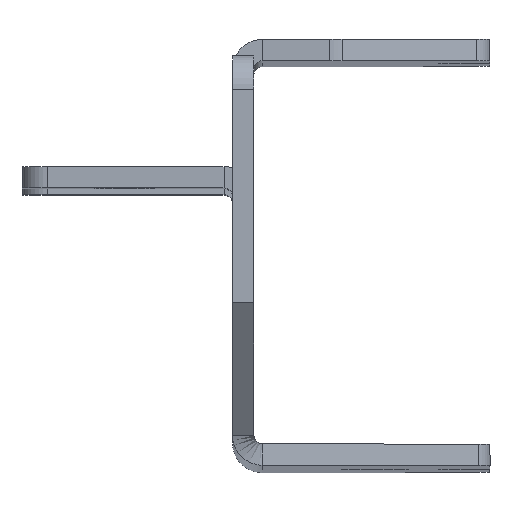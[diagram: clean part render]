
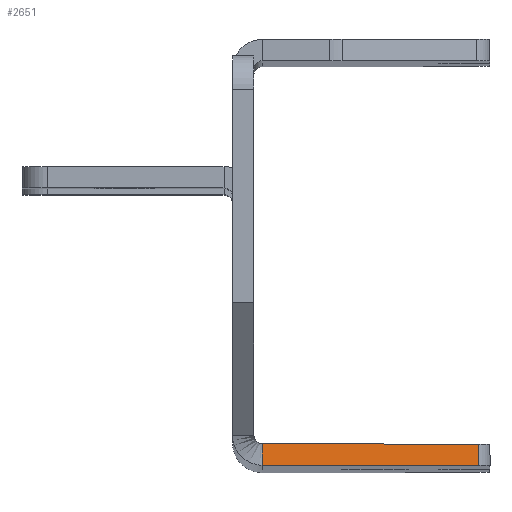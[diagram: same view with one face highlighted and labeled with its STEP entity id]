
A CAD part, top view. The second image highlights one B-rep face of the part: STEP entity #2651.
In plain terms, the highlighted planar face has unit normal (0.567, 0, 0.824).
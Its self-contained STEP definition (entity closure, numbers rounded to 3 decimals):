
#115 = LINE ( 'NONE', #1764, #3366 ) ;
#146 = DIRECTION ( 'NONE',  ( 0., -1., 0. ) ) ;
#362 = B_SPLINE_CURVE_WITH_KNOTS ( 'NONE', 1,
 ( #2080, #2353 ),
 .UNSPECIFIED., .F., .F.,
 ( 2, 2 ),
 ( 0., 1. ),
 .UNSPECIFIED. ) ;
#368 = CARTESIAN_POINT ( 'NONE',  ( 3.5, -25., 252.374 ) ) ;
#423 = CARTESIAN_POINT ( 'NONE',  ( 28.874, -22.5, 234.894 ) ) ;
#456 = ORIENTED_EDGE ( 'NONE', *, *, #1707, .F. ) ;
#685 = DIRECTION ( 'NONE',  ( -0.824, 0., 0.567 ) ) ;
#740 = EDGE_LOOP ( 'NONE', ( #2227, #1339, #456, #3043 ) ) ;
#772 = FACE_OUTER_BOUND ( 'NONE', #740, .T. ) ;
#1284 = CARTESIAN_POINT ( 'NONE',  ( 28.874, -25., 234.894 ) ) ;
#1339 = ORIENTED_EDGE ( 'NONE', *, *, #3098, .T. ) ;
#1654 = EDGE_CURVE ( 'NONE', #3133, #1658, #115, .T. ) ;
#1658 = VERTEX_POINT ( 'NONE', #423 ) ;
#1707 = EDGE_CURVE ( 'NONE', #1658, #3141, #2930, .T. ) ;
#1717 = CARTESIAN_POINT ( 'NONE',  ( 28.874, -22.5, 234.894 ) ) ;
#1744 = DIRECTION ( 'NONE',  ( 0.824, 0., -0.567 ) ) ;
#1764 = CARTESIAN_POINT ( 'NONE',  ( 28.874, -22.5, 234.894 ) ) ;
#1797 = DIRECTION ( 'NONE',  ( 0.824, 0., -0.567 ) ) ;
#2029 = PLANE ( 'NONE',  #3283 ) ;
#2045 = VECTOR ( 'NONE', #1797, 1000. ) ;
#2080 = CARTESIAN_POINT ( 'NONE',  ( 3.5, -25., 252.374 ) ) ;
#2227 = ORIENTED_EDGE ( 'NONE', *, *, #3103, .F. ) ;
#2353 = CARTESIAN_POINT ( 'NONE',  ( 3.5, -22.5, 252.374 ) ) ;
#2602 = CARTESIAN_POINT ( 'NONE',  ( 3.5, -22.5, 252.374 ) ) ;
#2635 = LINE ( 'NONE', #3074, #2045 ) ;
#2651 = ADVANCED_FACE ( 'NONE', ( #772 ), #2029, .F. ) ;
#2788 = CARTESIAN_POINT ( 'NONE',  ( 28.874, -22.5, 234.894 ) ) ;
#2812 = DIRECTION ( 'NONE',  ( -0.567, 0., -0.824 ) ) ;
#2863 = VECTOR ( 'NONE', #146, 1000. ) ;
#2930 = LINE ( 'NONE', #1717, #2863 ) ;
#2983 = VERTEX_POINT ( 'NONE', #368 ) ;
#3043 = ORIENTED_EDGE ( 'NONE', *, *, #1654, .F. ) ;
#3074 = CARTESIAN_POINT ( 'NONE',  ( 28.874, -25., 234.894 ) ) ;
#3098 = EDGE_CURVE ( 'NONE', #2983, #3141, #2635, .T. ) ;
#3103 = EDGE_CURVE ( 'NONE', #2983, #3133, #362, .T. ) ;
#3133 = VERTEX_POINT ( 'NONE', #2602 ) ;
#3141 = VERTEX_POINT ( 'NONE', #1284 ) ;
#3283 = AXIS2_PLACEMENT_3D ( 'NONE', #2788, #2812, #685 ) ;
#3366 = VECTOR ( 'NONE', #1744, 1000. ) ;
